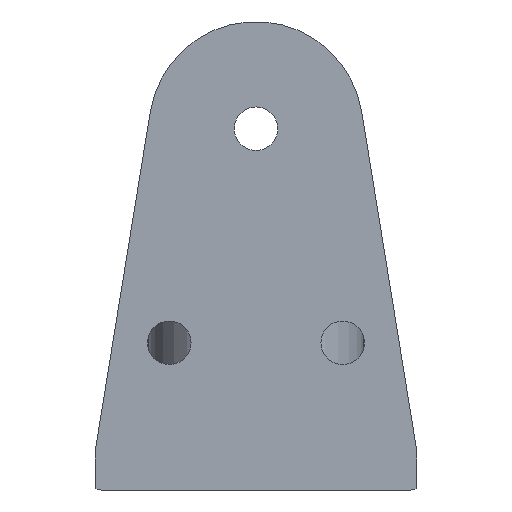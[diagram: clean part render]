
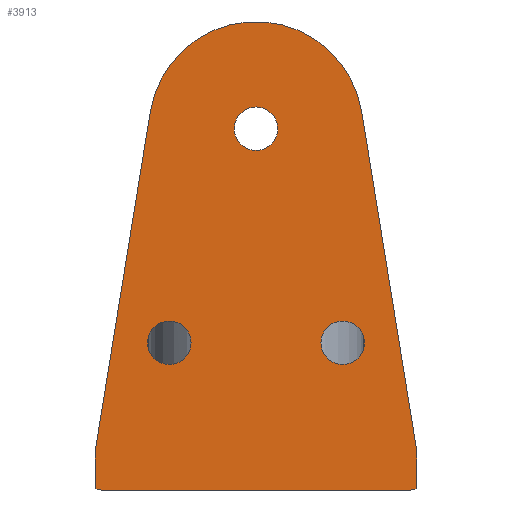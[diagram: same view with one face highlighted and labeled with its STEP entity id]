
A CAD part, front view. The second image highlights one B-rep face of the part: STEP entity #3913.
In plain terms, the highlighted planar face has unit normal (0, -1, 0).
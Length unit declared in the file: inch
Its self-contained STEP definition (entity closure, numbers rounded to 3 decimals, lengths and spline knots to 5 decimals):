
#28 = VECTOR ( 'NONE', #1095, 39.37008 ) ;
#75 = CIRCLE ( 'NONE', #3093, 1. ) ;
#109 = CARTESIAN_POINT ( 'NONE',  ( -1.44287, 0., 0. ) ) ;
#140 = CARTESIAN_POINT ( 'NONE',  ( 0.81, 0., 1.375 ) ) ;
#213 = CARTESIAN_POINT ( 'NONE',  ( 0., 0., 3.375 ) ) ;
#216 = DIRECTION ( 'NONE',  ( 0., 1., 0. ) ) ;
#243 = DIRECTION ( 'NONE',  ( 0., -1., 0. ) ) ;
#308 = DIRECTION ( 'NONE',  ( -0.16, 0., 0.987 ) ) ;
#336 = CARTESIAN_POINT ( 'NONE',  ( 1.5, 0., 0.375 ) ) ;
#405 = VECTOR ( 'NONE', #514, 39.37008 ) ;
#430 = VERTEX_POINT ( 'NONE', #2223 ) ;
#470 = CARTESIAN_POINT ( 'NONE',  ( -0.81, 0., 1.375 ) ) ;
#501 = VERTEX_POINT ( 'NONE', #2360 ) ;
#514 = DIRECTION ( 'NONE',  ( 1., 0., 0. ) ) ;
#521 = CARTESIAN_POINT ( 'NONE',  ( 0., 0., 3.375 ) ) ;
#560 = CARTESIAN_POINT ( 'NONE',  ( 1.44287, 0., 0. ) ) ;
#568 = DIRECTION ( 'NONE',  ( 0., 1., 0. ) ) ;
#616 = CARTESIAN_POINT ( 'NONE',  ( 1.5, 0., 0.01403 ) ) ;
#632 = FACE_BOUND ( 'NONE', #3103, .T. ) ;
#645 = CARTESIAN_POINT ( 'NONE',  ( 1.48232, 0., 0.00477 ) ) ;
#687 = VERTEX_POINT ( 'NONE', #560 ) ;
#735 = CARTESIAN_POINT ( 'NONE',  ( -1.5, 0., 0.01403 ) ) ;
#820 = CARTESIAN_POINT ( 'NONE',  ( 0.81, 0., 1.375 ) ) ;
#835 = DIRECTION ( 'NONE',  ( 0., 0., 1. ) ) ;
#869 = ORIENTED_EDGE ( 'NONE', *, *, #1610, .T. ) ;
#889 = ORIENTED_EDGE ( 'NONE', *, *, #1823, .T. ) ;
#937 = ORIENTED_EDGE ( 'NONE', *, *, #2681, .F. ) ;
#955 = CARTESIAN_POINT ( 'NONE',  ( 1.46289, 0., 0. ) ) ;
#960 = EDGE_CURVE ( 'NONE', #2707, #3657, #3469, .T. ) ;
#992 = PLANE ( 'NONE',  #1189 ) ;
#1022 = VERTEX_POINT ( 'NONE', #2412 ) ;
#1049 = CARTESIAN_POINT ( 'NONE',  ( -1.5, 0., 0.375 ) ) ;
#1063 = DIRECTION ( 'NONE',  ( 0., 0., 1. ) ) ;
#1095 = DIRECTION ( 'NONE',  ( 0., 0., -1. ) ) ;
#1141 = CARTESIAN_POINT ( 'NONE',  ( 0., 0., 0. ) ) ;
#1161 = DIRECTION ( 'NONE',  ( 0., 0., 1. ) ) ;
#1165 = AXIS2_PLACEMENT_3D ( 'NONE', #470, #2004, #1063 ) ;
#1189 = AXIS2_PLACEMENT_3D ( 'NONE', #1310, #3891, #1499 ) ;
#1216 = AXIS2_PLACEMENT_3D ( 'NONE', #4071, #216, #1161 ) ;
#1219 = VECTOR ( 'NONE', #3248, 39.37008 ) ;
#1242 = CIRCLE ( 'NONE', #1570, 0.20312 ) ;
#1286 = VERTEX_POINT ( 'NONE', #1505 ) ;
#1310 = CARTESIAN_POINT ( 'NONE',  ( 0., 0., 0.375 ) ) ;
#1332 = AXIS2_PLACEMENT_3D ( 'NONE', #2447, #568, #3100 ) ;
#1342 = EDGE_CURVE ( 'NONE', #3657, #2707, #1384, .T. ) ;
#1384 = CIRCLE ( 'NONE', #1216, 0.20312 ) ;
#1499 = DIRECTION ( 'NONE',  ( 0., 0., 1. ) ) ;
#1505 = CARTESIAN_POINT ( 'NONE',  ( -1.5, 0., 0.375 ) ) ;
#1507 =( BOUNDED_CURVE ( )  B_SPLINE_CURVE ( 3, ( #1614, #955, #645, #616 ),
 .UNSPECIFIED., .F., .F. ) 
 B_SPLINE_CURVE_WITH_KNOTS ( ( 4, 4 ),
 ( 1.5708, 2.05911 ),
 .UNSPECIFIED. ) 
 CURVE ( )  GEOMETRIC_REPRESENTATION_ITEM ( )  RATIONAL_B_SPLINE_CURVE ( ( 1., 0.98, 0.98, 1. ) ) 
 REPRESENTATION_ITEM ( '' )  );
#1551 = EDGE_CURVE ( 'NONE', #1286, #1587, #3463, .T. ) ;
#1570 = AXIS2_PLACEMENT_3D ( 'NONE', #820, #1797, #835 ) ;
#1587 = VERTEX_POINT ( 'NONE', #2593 ) ;
#1610 = EDGE_CURVE ( 'NONE', #687, #3549, #1507, .T. ) ;
#1614 = CARTESIAN_POINT ( 'NONE',  ( 1.44287, 0., 0. ) ) ;
#1628 = FACE_OUTER_BOUND ( 'NONE', #3529, .T. ) ;
#1653 = CARTESIAN_POINT ( 'NONE',  ( -0.81, 0., 1.57812 ) ) ;
#1667 = EDGE_CURVE ( 'NONE', #430, #3749, #3409, .T. ) ;
#1669 = ORIENTED_EDGE ( 'NONE', *, *, #3764, .T. ) ;
#1701 =( BOUNDED_CURVE ( )  B_SPLINE_CURVE ( 3, ( #735, #3299, #2358, #109 ),
 .UNSPECIFIED., .F., .F. ) 
 B_SPLINE_CURVE_WITH_KNOTS ( ( 4, 4 ),
 ( 1.08248, 1.5708 ),
 .UNSPECIFIED. ) 
 CURVE ( )  GEOMETRIC_REPRESENTATION_ITEM ( )  RATIONAL_B_SPLINE_CURVE ( ( 1., 0.98, 0.98, 1. ) ) 
 REPRESENTATION_ITEM ( '' )  );
#1719 = EDGE_LOOP ( 'NONE', ( #2478, #3077 ) ) ;
#1769 = DIRECTION ( 'NONE',  ( 0., 0., 1. ) ) ;
#1797 = DIRECTION ( 'NONE',  ( 0., 1., 0. ) ) ;
#1818 = EDGE_CURVE ( 'NONE', #501, #3449, #1242, .T. ) ;
#1823 = EDGE_CURVE ( 'NONE', #1022, #687, #4178, .T. ) ;
#1825 = DIRECTION ( 'NONE',  ( 0.16, 0., 0.987 ) ) ;
#1907 = EDGE_CURVE ( 'NONE', #2301, #2590, #2147, .T. ) ;
#2004 = DIRECTION ( 'NONE',  ( 0., 1., 0. ) ) ;
#2073 = FACE_BOUND ( 'NONE', #3766, .T. ) ;
#2147 = CIRCLE ( 'NONE', #2160, 0.20312 ) ;
#2160 = AXIS2_PLACEMENT_3D ( 'NONE', #521, #3417, #2755 ) ;
#2202 = EDGE_CURVE ( 'NONE', #3285, #1022, #1701, .T. ) ;
#2220 = CARTESIAN_POINT ( 'NONE',  ( 1.5208, 0., 0.24683 ) ) ;
#2223 = CARTESIAN_POINT ( 'NONE',  ( 1.5, 0., 0.375 ) ) ;
#2241 = VECTOR ( 'NONE', #1825, 39.37008 ) ;
#2290 = CARTESIAN_POINT ( 'NONE',  ( 0., 0., 3.57812 ) ) ;
#2301 = VERTEX_POINT ( 'NONE', #2675 ) ;
#2345 = EDGE_CURVE ( 'NONE', #2590, #2301, #2748, .T. ) ;
#2348 = VECTOR ( 'NONE', #308, 39.37008 ) ;
#2358 = CARTESIAN_POINT ( 'NONE',  ( -1.46289, 0., 0. ) ) ;
#2360 = CARTESIAN_POINT ( 'NONE',  ( 0.81, 0., 1.17188 ) ) ;
#2412 = CARTESIAN_POINT ( 'NONE',  ( -1.44287, 0., 0. ) ) ;
#2447 = CARTESIAN_POINT ( 'NONE',  ( 0., 0., 3.375 ) ) ;
#2478 = ORIENTED_EDGE ( 'NONE', *, *, #2345, .T. ) ;
#2533 = ORIENTED_EDGE ( 'NONE', *, *, #1818, .T. ) ;
#2562 = ORIENTED_EDGE ( 'NONE', *, *, #2946, .T. ) ;
#2590 = VERTEX_POINT ( 'NONE', #2290 ) ;
#2593 = CARTESIAN_POINT ( 'NONE',  ( -0.98708, 0., 3.53521 ) ) ;
#2659 = CARTESIAN_POINT ( 'NONE',  ( 0.98708, 0., 3.53521 ) ) ;
#2675 = CARTESIAN_POINT ( 'NONE',  ( 0., 0., 3.17188 ) ) ;
#2681 = EDGE_CURVE ( 'NONE', #430, #3549, #3144, .T. ) ;
#2698 = CARTESIAN_POINT ( 'NONE',  ( -1.5, 0., 0.01403 ) ) ;
#2707 = VERTEX_POINT ( 'NONE', #1653 ) ;
#2748 = CIRCLE ( 'NONE', #1332, 0.20312 ) ;
#2755 = DIRECTION ( 'NONE',  ( 0., 0., 1. ) ) ;
#2773 = AXIS2_PLACEMENT_3D ( 'NONE', #140, #3389, #1769 ) ;
#2794 = ORIENTED_EDGE ( 'NONE', *, *, #3460, .T. ) ;
#2796 = CARTESIAN_POINT ( 'NONE',  ( -1.5208, 0., 0.24683 ) ) ;
#2946 = EDGE_CURVE ( 'NONE', #3449, #501, #3503, .T. ) ;
#3077 = ORIENTED_EDGE ( 'NONE', *, *, #1907, .T. ) ;
#3093 = AXIS2_PLACEMENT_3D ( 'NONE', #213, #243, #3452 ) ;
#3100 = DIRECTION ( 'NONE',  ( 0., 0., 1. ) ) ;
#3103 = EDGE_LOOP ( 'NONE', ( #3220, #3117 ) ) ;
#3117 = ORIENTED_EDGE ( 'NONE', *, *, #1342, .T. ) ;
#3144 = LINE ( 'NONE', #336, #1219 ) ;
#3209 = CARTESIAN_POINT ( 'NONE',  ( -0.81, 0., 1.17188 ) ) ;
#3220 = ORIENTED_EDGE ( 'NONE', *, *, #960, .T. ) ;
#3248 = DIRECTION ( 'NONE',  ( 0., 0., -1. ) ) ;
#3258 = ORIENTED_EDGE ( 'NONE', *, *, #1551, .F. ) ;
#3285 = VERTEX_POINT ( 'NONE', #2698 ) ;
#3299 = CARTESIAN_POINT ( 'NONE',  ( -1.48232, 0., 0.00477 ) ) ;
#3389 = DIRECTION ( 'NONE',  ( 0., 1., 0. ) ) ;
#3409 = LINE ( 'NONE', #2220, #2348 ) ;
#3417 = DIRECTION ( 'NONE',  ( 0., 1., 0. ) ) ;
#3449 = VERTEX_POINT ( 'NONE', #3715 ) ;
#3452 = DIRECTION ( 'NONE',  ( 0., 0., -1. ) ) ;
#3460 = EDGE_CURVE ( 'NONE', #3749, #1587, #75, .T. ) ;
#3463 = LINE ( 'NONE', #2796, #2241 ) ;
#3469 = CIRCLE ( 'NONE', #1165, 0.20312 ) ;
#3503 = CIRCLE ( 'NONE', #2773, 0.20312 ) ;
#3529 = EDGE_LOOP ( 'NONE', ( #1669, #3613, #889, #869, #937, #3897, #2794, #3258 ) ) ;
#3549 = VERTEX_POINT ( 'NONE', #4112 ) ;
#3608 = LINE ( 'NONE', #1049, #28 ) ;
#3613 = ORIENTED_EDGE ( 'NONE', *, *, #2202, .T. ) ;
#3657 = VERTEX_POINT ( 'NONE', #3209 ) ;
#3668 = FACE_BOUND ( 'NONE', #1719, .T. ) ;
#3715 = CARTESIAN_POINT ( 'NONE',  ( 0.81, 0., 1.57812 ) ) ;
#3749 = VERTEX_POINT ( 'NONE', #2659 ) ;
#3764 = EDGE_CURVE ( 'NONE', #1286, #3285, #3608, .T. ) ;
#3766 = EDGE_LOOP ( 'NONE', ( #2562, #2533 ) ) ;
#3891 = DIRECTION ( 'NONE',  ( 0., 1., 0. ) ) ;
#3897 = ORIENTED_EDGE ( 'NONE', *, *, #1667, .T. ) ;
#3913 = ADVANCED_FACE ( 'NONE', ( #3668, #632, #2073, #1628 ), #992, .F. ) ;
#4071 = CARTESIAN_POINT ( 'NONE',  ( -0.81, 0., 1.375 ) ) ;
#4112 = CARTESIAN_POINT ( 'NONE',  ( 1.5, 0., 0.01403 ) ) ;
#4178 = LINE ( 'NONE', #1141, #405 ) ;
